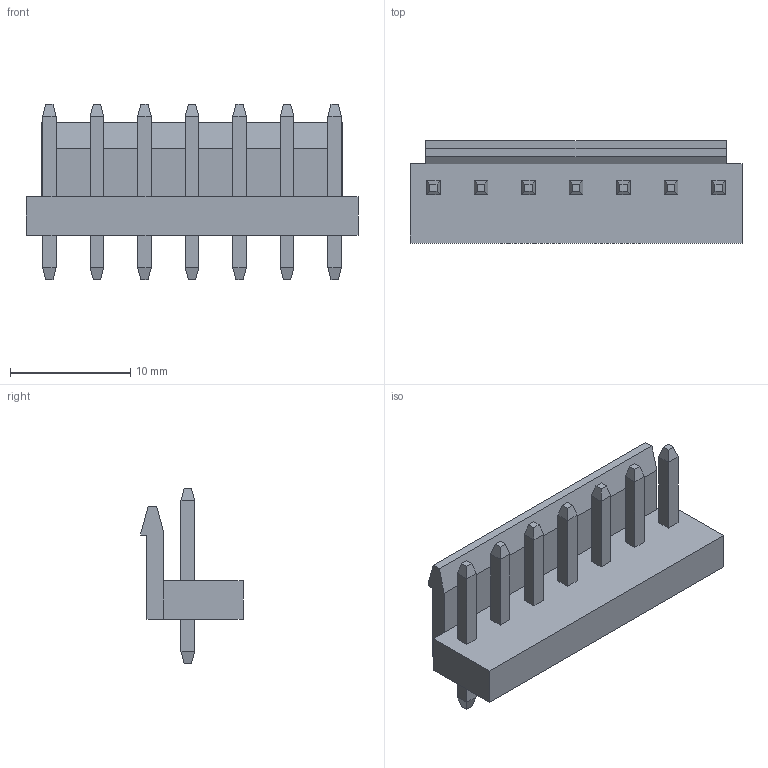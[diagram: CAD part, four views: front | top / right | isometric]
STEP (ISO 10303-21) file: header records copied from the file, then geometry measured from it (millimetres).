
FILE_DESCRIPTION (( 'STEP AP214' ), '1' );
FILE_NAME ('B7P-VH.stp', '2018-05-16T15:26:59', ( '' ), ( '' ), 'SwSTEP 2.0', 'SolidWorks 2017', '' );
FILE_SCHEMA (( 'AUTOMOTIVE_DESIGN' ));
Length unit declared in the file: millimetre
Products named in the file (1): B7P-VH
Bounding box: 27.66 x 8.5 x 14.6 mm (x, y, z)
Volume: 1007.7 mm3; surface area: 1532.4 mm2
Topology: 8 solids, 8 shells, 142 faces, 320 edges, 194 vertices
Faces by surface type: plane 142
Entity records: 5465 total; most frequent: CARTESIAN_POINT 657, ORIENTED_EDGE 640, DIRECTION 606, EDGE_CURVE 320, VECTOR 320, LINE 320, VERTEX_POINT 194, EDGE_LOOP 156
